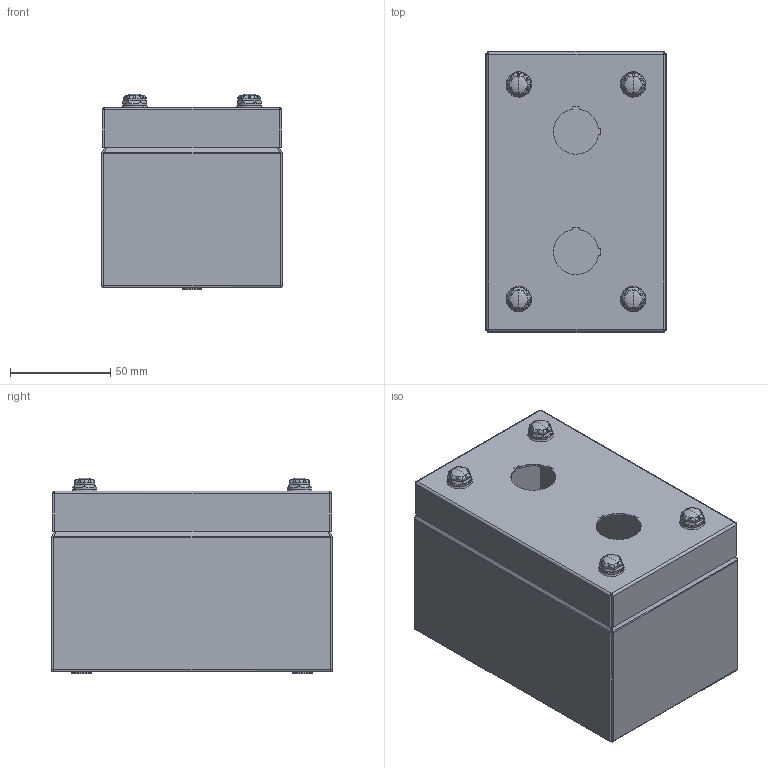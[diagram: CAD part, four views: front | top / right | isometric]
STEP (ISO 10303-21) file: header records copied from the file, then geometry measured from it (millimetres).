
FILE_DESCRIPTION (( 'STEP AP214' ), '1' );
FILE_NAME ('IP-304-P2_step.stp', '2024-09-13T06:09:01', ( '' ), ( '' ), 'SwSTEP 2.0', 'SolidWorks 2023', '' );
FILE_SCHEMA (( 'AUTOMOTIVE_DESIGN' ));
Length unit declared in the file: millimetre
Products named in the file (1): IP-304-P2_step
Bounding box: 90 x 140 x 97.6 mm (x, y, z)
Volume: 95801.1 mm3; surface area: 165141 mm2
Topology: 35 solids, 35 shells, 1115 faces, 2496 edges, 1478 vertices
Faces by surface type: plane 415, cylinder 294, torus 228, cone 130, bspline 40, sphere 8
Entity records: 39098 total; most frequent: CARTESIAN_POINT 14384, DIRECTION 5133, ORIENTED_EDGE 4968, EDGE_CURVE 2484, AXIS2_PLACEMENT_3D 2049, VERTEX_POINT 1474, EDGE_LOOP 1218, ADVANCED_FACE 1115
